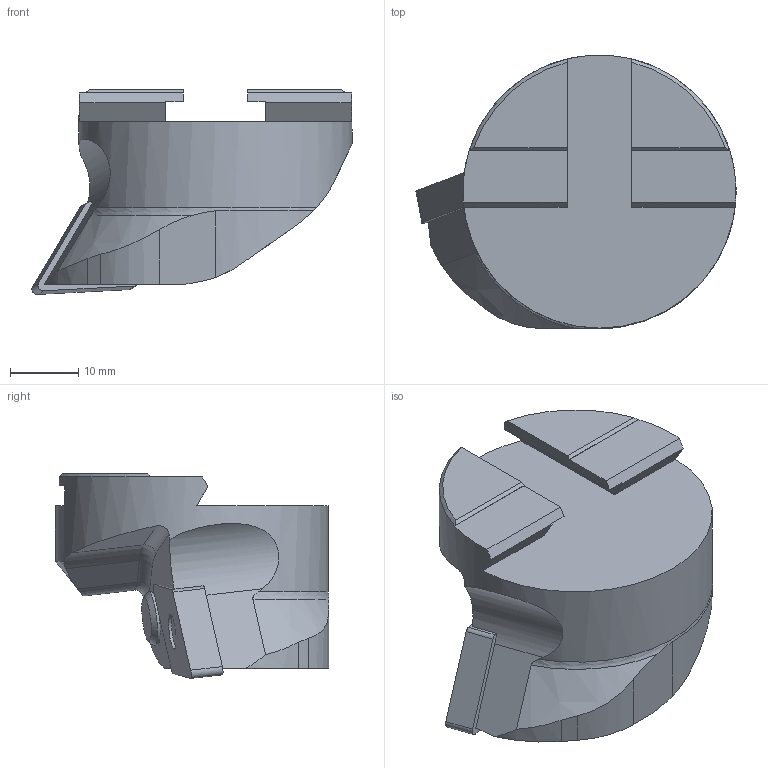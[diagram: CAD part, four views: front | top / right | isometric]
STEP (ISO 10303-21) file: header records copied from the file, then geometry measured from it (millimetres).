
FILE_DESCRIPTION(/* description */ (''),/* implementation_level */ '2;1');
FILE_NAME(/* name */ '1642416324451.stp',/* time_stamp */ '2022-01-17T16:15:50+06:00',/* author */ (''),/* organization */ ('SMS'),/* preprocessor_version */ 'ST-DEVELOPER v16.7',/* originating_system */ 'SIEMENS PLM Software NX 12.0',/* authorisation */ '');
FILE_SCHEMA (('AUTOMOTIVE_DESIGN { 1 0 10303 214 3 1 1 1 }'));
Length unit declared in the file: millimetre
Products named in the file (4): IsoTurningInsert; ASSEMBLY_CONSTRUCTION; 203914150mod000_00; 203914152mod000_00
Assembly tree (3 placements, depth 2):
  203914152mod000_00
    203914150mod000_00
    ASSEMBLY_CONSTRUCTION
    IsoTurningInsert
Bounding box: 46.87 x 40.02 x 30 mm (x, y, z)
Volume: 23006.2 mm3; surface area: 6566 mm2
Topology: 2 solids, 2 shells, 76 faces, 203 edges, 140 vertices
Faces by surface type: plane 43, cylinder 25, cone 4, torus 4
Full cylindrical faces by diameter (mm): 5.156 x2, 8 x1, 40 x1
Entity records: 2652 total; most frequent: CARTESIAN_POINT 625, DIRECTION 398, ORIENTED_EDGE 384, EDGE_CURVE 192, AXIS2_PLACEMENT_3D 151, VERTEX_POINT 128, LINE 96, VECTOR 96
